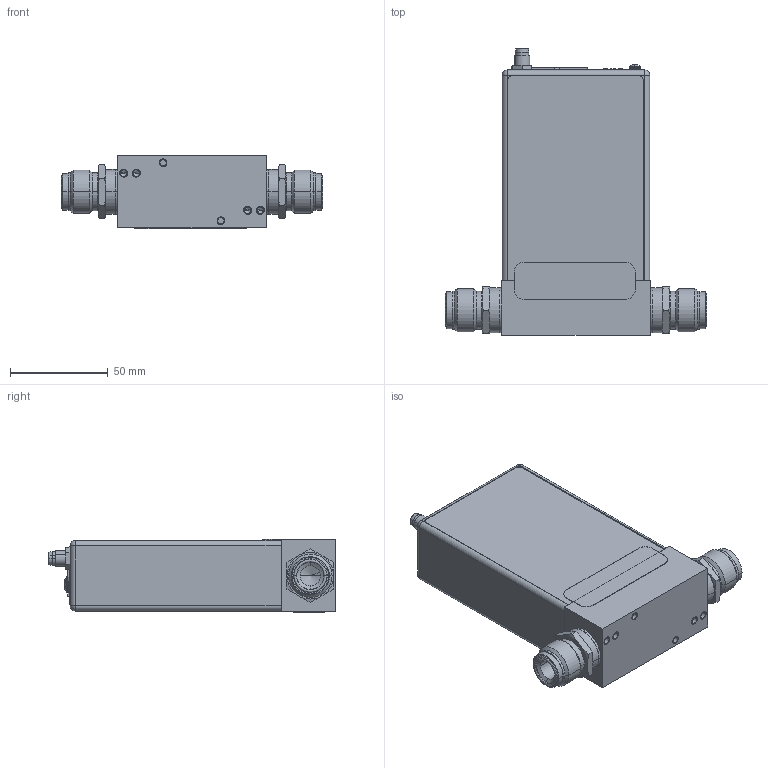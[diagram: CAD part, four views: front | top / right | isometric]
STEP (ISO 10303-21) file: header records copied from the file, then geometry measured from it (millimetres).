
FILE_DESCRIPTION((''),'2;1');
FILE_NAME('GM100A_ETHERCAT_5-PIN_4VCR_ASM','2016-11-29T',('cockrofm'),(''),'PRO/ENGINEER BY PARAMETRIC TECHNOLOGY CORPORATION, 2016100','PRO/ENGINEER BY PARAMETRIC TECHNOLOGY CORPORATION, 2016100','');
FILE_SCHEMA(('CONFIG_CONTROL_DESIGN'));
Length unit declared in the file: inch
Products named in the file (28): 1052409_FLOWBODY_1; PLUG_P_9_ASSY_AS_MOLDED_ANY_ASM; 1053221-001_P9_ARMATURE_ASSEMBL_ASM; 1053221-001_P9_ARMATURE_REV3_AS_ASM; 1042639-001_FRT_3; 122676_1; 119937-P9_LARGE-SINGLE_1; 1058567-001_ASM_1_ASM; 1053479_RJ45_DOUBLE_CONN_1; 1007235_CONN_RJ45_1; 1053737-005_ASM_1_ASM; 1011702-002_4-40_PAN-HD-SEMS_1; 1055979_PWB_1; 1054851_1; 1054847_NUT_1; 1043471_LED_1; 1043472_LED_1; 1053585_SWITCH_1; 1055980_CCA_ASSY_ASM_1_ASM; 1062694_ENCLOSURE_ETHERCAT_1; 1200905080_1; 1200905080_NUT_1; 1062695_LABEL_TOP_ETHERCAT_1; 1056729_LIGHT_PIPE_1; 1053806_LABEL_1; 1054200_ECAT_STEP_ASM_1_ASM; 1052474_FITTING_8VCR; GM100A_ETHERCAT_5-PIN_4VCR_ASM
Assembly tree (34 placements, depth 5):
  GM100A_ETHERCAT_5-PIN_4VCR_ASM
    1054200_ECAT_STEP_ASM_1_ASM
      1052409_FLOWBODY_1
      1053221-001_P9_ARMATURE_REV3_AS_ASM
        1053221-001_P9_ARMATURE_ASSEMBL_ASM
          PLUG_P_9_ASSY_AS_MOLDED_ANY_ASM
      1042639-001_FRT_3
      122676_1
      119937-P9_LARGE-SINGLE_1
      1058567-001_ASM_1_ASM
      1053737-005_ASM_1_ASM
        1053479_RJ45_DOUBLE_CONN_1
        1007235_CONN_RJ45_1
      1011702-002_4-40_PAN-HD-SEMS_1  x2
      1055980_CCA_ASSY_ASM_1_ASM
        1055979_PWB_1
        1054851_1
        1054847_NUT_1
        1043471_LED_1
        1043472_LED_1  x2
        1053585_SWITCH_1  x3
      1062694_ENCLOSURE_ETHERCAT_1
      1200905080_1
      1200905080_NUT_1
      1062695_LABEL_TOP_ETHERCAT_1
      1056729_LIGHT_PIPE_1  x3
      1053806_LABEL_1
    1052474_FITTING_8VCR  x2
Bounding box: 134.11 x 146.58 x 37.59 mm (x, y, z)
Volume: 117214.5 mm3; surface area: 121557.3 mm2
Topology: 27 solids, 39 shells, 1121 faces, 2721 edges, 1713 vertices
Faces by surface type: plane 623, cylinder 334, cone 86, extrusion 40, torus 24, sphere 14
Entity records: 27199 total; most frequent: CARTESIAN_POINT 5338, DIRECTION 4612, ORIENTED_EDGE 4222, EDGE_CURVE 2135, AXIS2_PLACEMENT_3D 1607, VECTOR 1398, LINE 1378, VERTEX_POINT 1373
